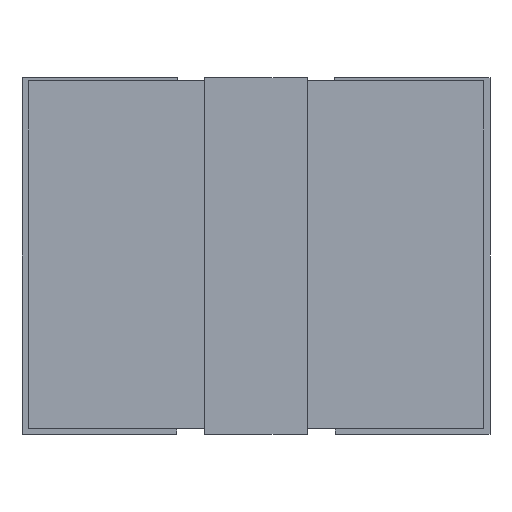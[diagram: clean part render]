
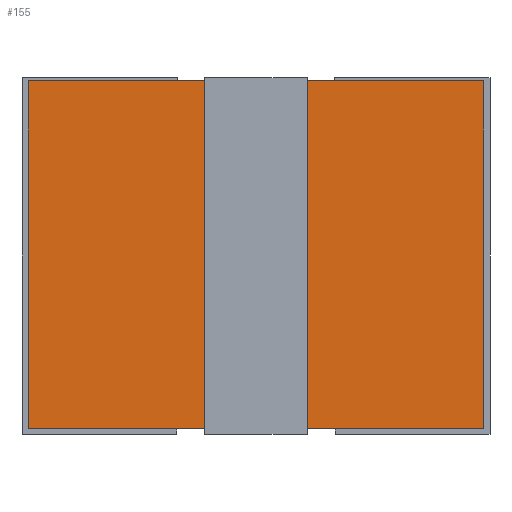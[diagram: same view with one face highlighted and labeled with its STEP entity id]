
A CAD part, front view. The second image highlights one B-rep face of the part: STEP entity #155.
In plain terms, the highlighted planar face has unit normal (0, -1, 0).
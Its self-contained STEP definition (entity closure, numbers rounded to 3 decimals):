
#116=CARTESIAN_POINT('',(-0.622,-1.003,0.051));
#117=DIRECTION('',(0.,-1.,0.));
#118=DIRECTION('',(0.,0.,1.));
#119=AXIS2_PLACEMENT_3D('',#116,#117,#118);
#120=PLANE('',#119);
#121=CARTESIAN_POINT('',(0.622,-1.003,0.051));
#122=VERTEX_POINT('',#121);
#123=CARTESIAN_POINT('',(-0.622,-1.003,0.051));
#124=VERTEX_POINT('',#123);
#125=CARTESIAN_POINT('',(0.622,-1.003,0.051));
#126=DIRECTION('',(-1.,-0.,0.));
#127=VECTOR('',#126,1.244);
#128=LINE('',#125,#127);
#129=EDGE_CURVE('',#122,#124,#128,.T.);
#130=ORIENTED_EDGE('',*,*,#129,.F.);
#131=CARTESIAN_POINT('',(0.622,-1.003,1.001));
#132=VERTEX_POINT('',#131);
#133=CARTESIAN_POINT('',(0.622,-1.003,1.001));
#134=DIRECTION('',(-0.,-0.,-1.));
#135=VECTOR('',#134,0.95);
#136=LINE('',#133,#135);
#137=EDGE_CURVE('',#132,#122,#136,.T.);
#138=ORIENTED_EDGE('',*,*,#137,.F.);
#139=CARTESIAN_POINT('',(-0.622,-1.003,1.001));
#140=VERTEX_POINT('',#139);
#141=CARTESIAN_POINT('',(-0.622,-1.003,1.001));
#142=DIRECTION('',(1.,0.,-0.));
#143=VECTOR('',#142,1.244);
#144=LINE('',#141,#143);
#145=EDGE_CURVE('',#140,#132,#144,.T.);
#146=ORIENTED_EDGE('',*,*,#145,.F.);
#147=CARTESIAN_POINT('',(-0.622,-1.003,0.051));
#148=DIRECTION('',(0.,0.,1.));
#149=VECTOR('',#148,0.95);
#150=LINE('',#147,#149);
#151=EDGE_CURVE('',#124,#140,#150,.T.);
#152=ORIENTED_EDGE('',*,*,#151,.F.);
#153=EDGE_LOOP('',(#130,#138,#146,#152));
#154=FACE_BOUND('',#153,.T.);
#155=ADVANCED_FACE('',(#154),#120,.T.);
